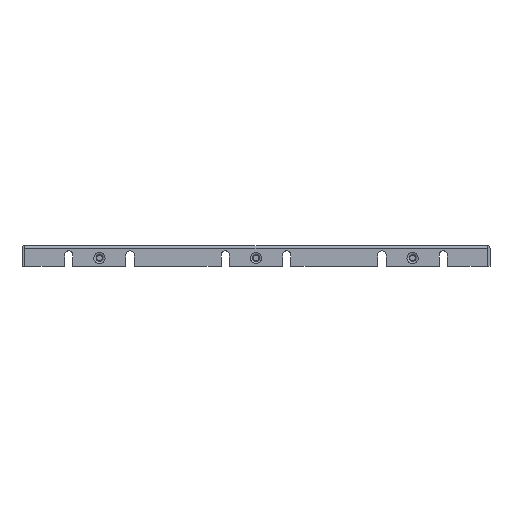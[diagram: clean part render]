
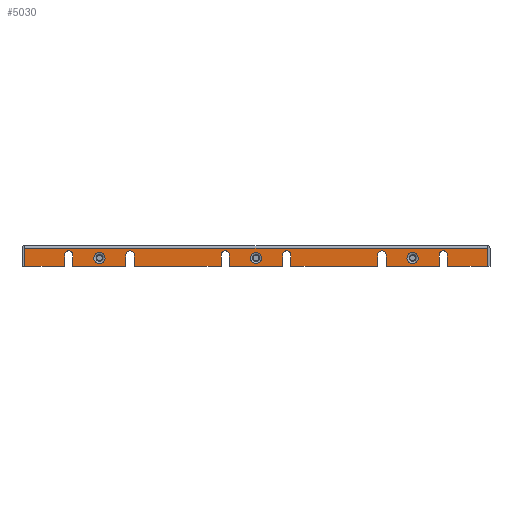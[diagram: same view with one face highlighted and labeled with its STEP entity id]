
A CAD part, front view. The second image highlights one B-rep face of the part: STEP entity #5030.
In plain terms, the highlighted planar face has unit normal (0, -1, 0).
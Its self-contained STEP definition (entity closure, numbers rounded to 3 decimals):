
#214=CIRCLE('',#5409,0.54);
#215=CIRCLE('',#5410,0.54);
#216=CIRCLE('',#5411,0.54);
#217=CIRCLE('',#5412,0.4);
#218=CIRCLE('',#5413,0.4);
#219=CIRCLE('',#5414,0.4);
#220=CIRCLE('',#5415,0.4);
#221=CIRCLE('',#5416,0.4);
#222=CIRCLE('',#5417,0.4);
#493=ORIENTED_EDGE('',*,*,#1833,.T.);
#494=ORIENTED_EDGE('',*,*,#1834,.T.);
#495=ORIENTED_EDGE('',*,*,#1835,.T.);
#496=ORIENTED_EDGE('',*,*,#1836,.T.);
#497=ORIENTED_EDGE('',*,*,#1837,.T.);
#498=ORIENTED_EDGE('',*,*,#1838,.T.);
#499=ORIENTED_EDGE('',*,*,#1839,.F.);
#500=ORIENTED_EDGE('',*,*,#1840,.T.);
#501=ORIENTED_EDGE('',*,*,#1841,.T.);
#502=ORIENTED_EDGE('',*,*,#1842,.T.);
#503=ORIENTED_EDGE('',*,*,#1843,.F.);
#504=ORIENTED_EDGE('',*,*,#1844,.T.);
#505=ORIENTED_EDGE('',*,*,#1845,.T.);
#506=ORIENTED_EDGE('',*,*,#1846,.T.);
#507=ORIENTED_EDGE('',*,*,#1847,.F.);
#508=ORIENTED_EDGE('',*,*,#1848,.F.);
#509=ORIENTED_EDGE('',*,*,#1849,.F.);
#510=ORIENTED_EDGE('',*,*,#1850,.F.);
#511=ORIENTED_EDGE('',*,*,#1851,.F.);
#512=ORIENTED_EDGE('',*,*,#1852,.F.);
#513=ORIENTED_EDGE('',*,*,#1853,.F.);
#514=ORIENTED_EDGE('',*,*,#1854,.F.);
#515=ORIENTED_EDGE('',*,*,#1855,.F.);
#516=ORIENTED_EDGE('',*,*,#1856,.F.);
#517=ORIENTED_EDGE('',*,*,#1857,.F.);
#518=ORIENTED_EDGE('',*,*,#1858,.F.);
#519=ORIENTED_EDGE('',*,*,#1859,.F.);
#520=ORIENTED_EDGE('',*,*,#1860,.F.);
#521=ORIENTED_EDGE('',*,*,#1861,.T.);
#522=ORIENTED_EDGE('',*,*,#1862,.F.);
#523=ORIENTED_EDGE('',*,*,#1863,.F.);
#1833=EDGE_CURVE('',#2503,#2503,#214,.T.);
#1834=EDGE_CURVE('',#2504,#2504,#215,.T.);
#1835=EDGE_CURVE('',#2505,#2505,#216,.T.);
#1836=EDGE_CURVE('',#2506,#2507,#2941,.T.);
#1837=EDGE_CURVE('',#2507,#2508,#217,.T.);
#1838=EDGE_CURVE('',#2508,#2509,#2942,.T.);
#1839=EDGE_CURVE('',#2510,#2509,#2943,.T.);
#1840=EDGE_CURVE('',#2510,#2511,#2944,.T.);
#1841=EDGE_CURVE('',#2511,#2512,#218,.T.);
#1842=EDGE_CURVE('',#2512,#2513,#2945,.T.);
#1843=EDGE_CURVE('',#2514,#2513,#2946,.T.);
#1844=EDGE_CURVE('',#2514,#2515,#2947,.T.);
#1845=EDGE_CURVE('',#2515,#2516,#219,.T.);
#1846=EDGE_CURVE('',#2516,#2517,#2948,.T.);
#1847=EDGE_CURVE('',#2518,#2517,#2949,.T.);
#1848=EDGE_CURVE('',#2519,#2518,#2950,.T.);
#1849=EDGE_CURVE('',#2520,#2519,#220,.T.);
#1850=EDGE_CURVE('',#2521,#2520,#2951,.T.);
#1851=EDGE_CURVE('',#2522,#2521,#2952,.T.);
#1852=EDGE_CURVE('',#2523,#2522,#2953,.T.);
#1853=EDGE_CURVE('',#2524,#2523,#221,.T.);
#1854=EDGE_CURVE('',#2525,#2524,#2954,.T.);
#1855=EDGE_CURVE('',#2526,#2525,#2955,.T.);
#1856=EDGE_CURVE('',#2527,#2526,#2956,.T.);
#1857=EDGE_CURVE('',#2528,#2527,#222,.T.);
#1858=EDGE_CURVE('',#2529,#2528,#2957,.T.);
#1859=EDGE_CURVE('',#2530,#2529,#2958,.T.);
#1860=EDGE_CURVE('',#2531,#2530,#2959,.T.);
#1861=EDGE_CURVE('',#2531,#2532,#2960,.T.);
#1862=EDGE_CURVE('',#2533,#2532,#2961,.T.);
#1863=EDGE_CURVE('',#2506,#2533,#2962,.T.);
#2503=VERTEX_POINT('',#7622);
#2504=VERTEX_POINT('',#7624);
#2505=VERTEX_POINT('',#7626);
#2506=VERTEX_POINT('',#7628);
#2507=VERTEX_POINT('',#7629);
#2508=VERTEX_POINT('',#7631);
#2509=VERTEX_POINT('',#7633);
#2510=VERTEX_POINT('',#7635);
#2511=VERTEX_POINT('',#7637);
#2512=VERTEX_POINT('',#7639);
#2513=VERTEX_POINT('',#7641);
#2514=VERTEX_POINT('',#7643);
#2515=VERTEX_POINT('',#7645);
#2516=VERTEX_POINT('',#7647);
#2517=VERTEX_POINT('',#7649);
#2518=VERTEX_POINT('',#7651);
#2519=VERTEX_POINT('',#7653);
#2520=VERTEX_POINT('',#7655);
#2521=VERTEX_POINT('',#7657);
#2522=VERTEX_POINT('',#7659);
#2523=VERTEX_POINT('',#7661);
#2524=VERTEX_POINT('',#7663);
#2525=VERTEX_POINT('',#7665);
#2526=VERTEX_POINT('',#7667);
#2527=VERTEX_POINT('',#7669);
#2528=VERTEX_POINT('',#7671);
#2529=VERTEX_POINT('',#7673);
#2530=VERTEX_POINT('',#7675);
#2531=VERTEX_POINT('',#7677);
#2532=VERTEX_POINT('',#7679);
#2533=VERTEX_POINT('',#7681);
#2941=LINE('',#7627,#3361);
#2942=LINE('',#7632,#3362);
#2943=LINE('',#7634,#3363);
#2944=LINE('',#7636,#3364);
#2945=LINE('',#7640,#3365);
#2946=LINE('',#7642,#3366);
#2947=LINE('',#7644,#3367);
#2948=LINE('',#7648,#3368);
#2949=LINE('',#7650,#3369);
#2950=LINE('',#7652,#3370);
#2951=LINE('',#7656,#3371);
#2952=LINE('',#7658,#3372);
#2953=LINE('',#7660,#3373);
#2954=LINE('',#7664,#3374);
#2955=LINE('',#7666,#3375);
#2956=LINE('',#7668,#3376);
#2957=LINE('',#7672,#3377);
#2958=LINE('',#7674,#3378);
#2959=LINE('',#7676,#3379);
#2960=LINE('',#7678,#3380);
#2961=LINE('',#7680,#3381);
#2962=LINE('',#7682,#3382);
#3361=VECTOR('',#6063,1000.);
#3362=VECTOR('',#6066,1000.);
#3363=VECTOR('',#6067,1000.);
#3364=VECTOR('',#6068,1000.);
#3365=VECTOR('',#6071,1000.);
#3366=VECTOR('',#6072,1000.);
#3367=VECTOR('',#6073,1000.);
#3368=VECTOR('',#6076,1000.);
#3369=VECTOR('',#6077,1000.);
#3370=VECTOR('',#6078,1000.);
#3371=VECTOR('',#6081,1000.);
#3372=VECTOR('',#6082,1000.);
#3373=VECTOR('',#6083,1000.);
#3374=VECTOR('',#6086,1000.);
#3375=VECTOR('',#6087,1000.);
#3376=VECTOR('',#6088,1000.);
#3377=VECTOR('',#6091,1000.);
#3378=VECTOR('',#6092,1000.);
#3379=VECTOR('',#6093,1000.);
#3380=VECTOR('',#6094,1000.);
#3381=VECTOR('',#6095,1000.);
#3382=VECTOR('',#6096,1000.);
#3812=EDGE_LOOP('',(#493));
#3813=EDGE_LOOP('',(#494));
#3814=EDGE_LOOP('',(#495));
#3815=EDGE_LOOP('',(#496,#497,#498,#499,#500,#501,#502,#503,#504,#505,#506,
#507,#508,#509,#510,#511,#512,#513,#514,#515,#516,#517,#518,#519,#520,#521,
#522,#523));
#4365=FACE_BOUND('',#3812,.T.);
#4366=FACE_BOUND('',#3813,.T.);
#4367=FACE_BOUND('',#3814,.T.);
#4368=FACE_BOUND('',#3815,.T.);
#4859=PLANE('',#5408);
#5030=ADVANCED_FACE('',(#4365,#4366,#4367,#4368),#4859,.F.);
#5408=AXIS2_PLACEMENT_3D('',#7620,#6055,#6056);
#5409=AXIS2_PLACEMENT_3D('',#7621,#6057,#6058);
#5410=AXIS2_PLACEMENT_3D('',#7623,#6059,#6060);
#5411=AXIS2_PLACEMENT_3D('',#7625,#6061,#6062);
#5412=AXIS2_PLACEMENT_3D('',#7630,#6064,#6065);
#5413=AXIS2_PLACEMENT_3D('',#7638,#6069,#6070);
#5414=AXIS2_PLACEMENT_3D('',#7646,#6074,#6075);
#5415=AXIS2_PLACEMENT_3D('',#7654,#6079,#6080);
#5416=AXIS2_PLACEMENT_3D('',#7662,#6084,#6085);
#5417=AXIS2_PLACEMENT_3D('',#7670,#6089,#6090);
#6055=DIRECTION('',(0.,1.,0.));
#6056=DIRECTION('',(0.,0.,1.));
#6057=DIRECTION('',(0.,1.,0.));
#6058=DIRECTION('',(0.,0.,1.));
#6059=DIRECTION('',(0.,1.,0.));
#6060=DIRECTION('',(0.,0.,1.));
#6061=DIRECTION('',(0.,1.,0.));
#6062=DIRECTION('',(0.,0.,1.));
#6063=DIRECTION('',(0.,0.,1.));
#6064=DIRECTION('',(0.,1.,0.));
#6065=DIRECTION('',(-1.,0.,0.));
#6066=DIRECTION('',(0.,0.,-1.));
#6067=DIRECTION('',(-1.,0.,0.));
#6068=DIRECTION('',(0.,0.,1.));
#6069=DIRECTION('',(0.,1.,0.));
#6070=DIRECTION('',(-1.,0.,0.));
#6071=DIRECTION('',(0.,0.,-1.));
#6072=DIRECTION('',(-1.,0.,0.));
#6073=DIRECTION('',(0.,0.,1.));
#6074=DIRECTION('',(0.,1.,0.));
#6075=DIRECTION('',(-1.,0.,0.));
#6076=DIRECTION('',(0.,0.,-1.));
#6077=DIRECTION('',(-1.,0.,0.));
#6078=DIRECTION('',(0.,0.,-1.));
#6079=DIRECTION('',(0.,-1.,0.));
#6080=DIRECTION('',(1.,0.,0.));
#6081=DIRECTION('',(0.,0.,1.));
#6082=DIRECTION('',(-1.,0.,0.));
#6083=DIRECTION('',(0.,0.,-1.));
#6084=DIRECTION('',(0.,-1.,0.));
#6085=DIRECTION('',(1.,0.,0.));
#6086=DIRECTION('',(0.,0.,1.));
#6087=DIRECTION('',(-1.,0.,0.));
#6088=DIRECTION('',(0.,0.,-1.));
#6089=DIRECTION('',(0.,-1.,0.));
#6090=DIRECTION('',(1.,0.,0.));
#6091=DIRECTION('',(0.,0.,1.));
#6092=DIRECTION('',(-1.,0.,0.));
#6093=DIRECTION('',(0.,0.,-1.));
#6094=DIRECTION('',(-1.,0.,0.));
#6095=DIRECTION('',(0.,0.,1.));
#6096=DIRECTION('',(-1.,0.,0.));
#7620=CARTESIAN_POINT('',(0.,-22.415,0.));
#7621=CARTESIAN_POINT('',(0.,-22.415,0.8));
#7622=CARTESIAN_POINT('',(0.,-22.415,1.34));
#7623=CARTESIAN_POINT('',(-15.,-22.415,0.8));
#7624=CARTESIAN_POINT('',(-15.,-22.415,1.34));
#7625=CARTESIAN_POINT('',(15.,-22.415,0.8));
#7626=CARTESIAN_POINT('',(15.,-22.415,1.34));
#7627=CARTESIAN_POINT('',(-18.34,-22.415,0.));
#7628=CARTESIAN_POINT('',(-18.34,-22.415,0.));
#7629=CARTESIAN_POINT('',(-18.34,-22.415,1.1));
#7630=CARTESIAN_POINT('',(-17.94,-22.415,1.1));
#7631=CARTESIAN_POINT('',(-17.54,-22.415,1.1));
#7632=CARTESIAN_POINT('',(-17.54,-22.415,1.1));
#7633=CARTESIAN_POINT('',(-17.54,-22.415,0.));
#7634=CARTESIAN_POINT('',(22.165,-22.415,0.));
#7635=CARTESIAN_POINT('',(-12.46,-22.415,0.));
#7636=CARTESIAN_POINT('',(-12.46,-22.415,0.));
#7637=CARTESIAN_POINT('',(-12.46,-22.415,1.1));
#7638=CARTESIAN_POINT('',(-12.06,-22.415,1.1));
#7639=CARTESIAN_POINT('',(-11.66,-22.415,1.1));
#7640=CARTESIAN_POINT('',(-11.66,-22.415,1.1));
#7641=CARTESIAN_POINT('',(-11.66,-22.415,0.));
#7642=CARTESIAN_POINT('',(22.165,-22.415,0.));
#7643=CARTESIAN_POINT('',(-3.34,-22.415,0.));
#7644=CARTESIAN_POINT('',(-3.34,-22.415,0.));
#7645=CARTESIAN_POINT('',(-3.34,-22.415,1.1));
#7646=CARTESIAN_POINT('',(-2.94,-22.415,1.1));
#7647=CARTESIAN_POINT('',(-2.54,-22.415,1.1));
#7648=CARTESIAN_POINT('',(-2.54,-22.415,1.1));
#7649=CARTESIAN_POINT('',(-2.54,-22.415,0.));
#7650=CARTESIAN_POINT('',(22.165,-22.415,0.));
#7651=CARTESIAN_POINT('',(2.54,-22.415,0.));
#7652=CARTESIAN_POINT('',(2.54,-22.415,1.1));
#7653=CARTESIAN_POINT('',(2.54,-22.415,1.1));
#7654=CARTESIAN_POINT('',(2.94,-22.415,1.1));
#7655=CARTESIAN_POINT('',(3.34,-22.415,1.1));
#7656=CARTESIAN_POINT('',(3.34,-22.415,0.));
#7657=CARTESIAN_POINT('',(3.34,-22.415,0.));
#7658=CARTESIAN_POINT('',(22.165,-22.415,0.));
#7659=CARTESIAN_POINT('',(11.66,-22.415,0.));
#7660=CARTESIAN_POINT('',(11.66,-22.415,1.1));
#7661=CARTESIAN_POINT('',(11.66,-22.415,1.1));
#7662=CARTESIAN_POINT('',(12.06,-22.415,1.1));
#7663=CARTESIAN_POINT('',(12.46,-22.415,1.1));
#7664=CARTESIAN_POINT('',(12.46,-22.415,0.));
#7665=CARTESIAN_POINT('',(12.46,-22.415,0.));
#7666=CARTESIAN_POINT('',(22.165,-22.415,0.));
#7667=CARTESIAN_POINT('',(17.54,-22.415,0.));
#7668=CARTESIAN_POINT('',(17.54,-22.415,1.1));
#7669=CARTESIAN_POINT('',(17.54,-22.415,1.1));
#7670=CARTESIAN_POINT('',(17.94,-22.415,1.1));
#7671=CARTESIAN_POINT('',(18.34,-22.415,1.1));
#7672=CARTESIAN_POINT('',(18.34,-22.415,0.));
#7673=CARTESIAN_POINT('',(18.34,-22.415,0.));
#7674=CARTESIAN_POINT('',(22.165,-22.415,0.));
#7675=CARTESIAN_POINT('',(22.165,-22.415,0.));
#7676=CARTESIAN_POINT('',(22.165,-22.415,1.959));
#7677=CARTESIAN_POINT('',(22.165,-22.415,1.75));
#7678=CARTESIAN_POINT('',(22.165,-22.415,1.75));
#7679=CARTESIAN_POINT('',(-22.165,-22.415,1.75));
#7680=CARTESIAN_POINT('',(-22.165,-22.415,1.959));
#7681=CARTESIAN_POINT('',(-22.165,-22.415,0.));
#7682=CARTESIAN_POINT('',(22.165,-22.415,0.));
